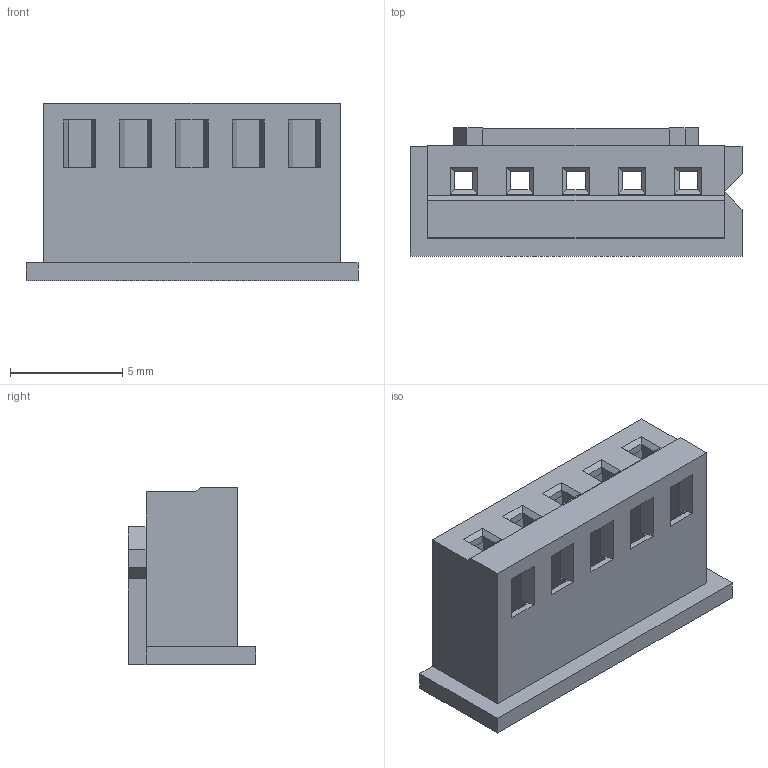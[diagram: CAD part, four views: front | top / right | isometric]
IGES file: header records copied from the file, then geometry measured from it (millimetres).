
Start section:  PTC IGES file: JS-2001-05.igs
Global section: file name: JS-2001-05.igs; native system: Pro/ENGINEER by Parametric Technology Corporation; preprocessor: 2009460; author: user; organization: Unknown; date: 20150108.163048; units: millimetre
Bounding box: 14.8 x 5.7 x 7.9 mm (x, y, z)
Surface area: 811.4 mm2 (no closed solid volume)
Topology: 0 solids, 0 shells, 130 faces, 724 edges, 724 vertices
Faces by surface type: bspline 130
